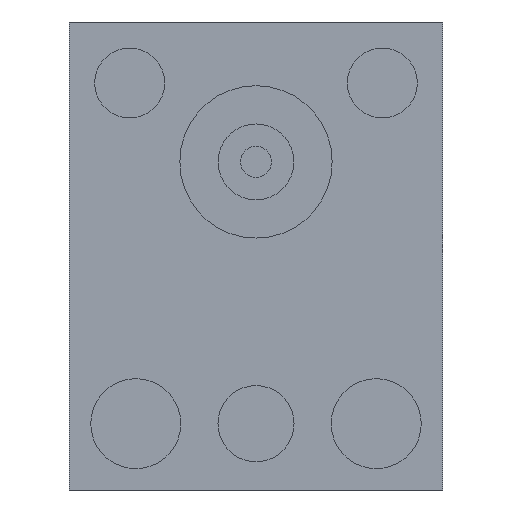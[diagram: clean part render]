
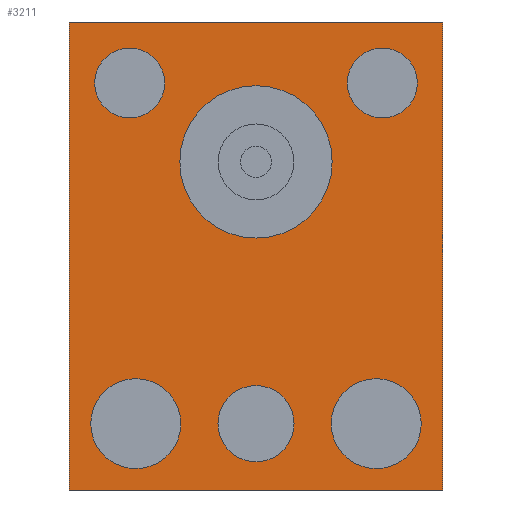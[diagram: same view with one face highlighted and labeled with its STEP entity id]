
A CAD part, front view. The second image highlights one B-rep face of the part: STEP entity #3211.
In plain terms, the highlighted planar face has unit normal (0, -1, 0).
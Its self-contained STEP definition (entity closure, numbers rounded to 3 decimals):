
#11 = FACE_OUTER_BOUND ( 'NONE', #2393, .T. ) ;
#17 = AXIS2_PLACEMENT_3D ( 'NONE', #1946, #2615, #573 ) ;
#35 = DIRECTION ( 'NONE',  ( 0., 0., 1. ) ) ;
#49 = CARTESIAN_POINT ( 'NONE',  ( 0., 0., -1.041 ) ) ;
#74 = EDGE_LOOP ( 'NONE', ( #1386, #2063 ) ) ;
#96 = CARTESIAN_POINT ( 'NONE',  ( 0., 0., -1.653 ) ) ;
#122 = VECTOR ( 'NONE', #193, 1000. ) ;
#129 = ORIENTED_EDGE ( 'NONE', *, *, #2261, .T. ) ;
#160 = DIRECTION ( 'NONE',  ( 1., 0., 0. ) ) ;
#161 = DIRECTION ( 'NONE',  ( 0., 1., 0. ) ) ;
#170 = DIRECTION ( 'NONE',  ( 0., 0., 1. ) ) ;
#193 = DIRECTION ( 'NONE',  ( -1., 0., 0. ) ) ;
#231 = AXIS2_PLACEMENT_3D ( 'NONE', #232, #506, #264 ) ;
#232 = CARTESIAN_POINT ( 'NONE',  ( 0., 0., -1.347 ) ) ;
#264 = DIRECTION ( 'NONE',  ( 0., 0., 1. ) ) ;
#269 = FACE_BOUND ( 'NONE', #74, .T. ) ;
#308 = ORIENTED_EDGE ( 'NONE', *, *, #1792, .F. ) ;
#309 = CARTESIAN_POINT ( 'NONE',  ( 1.5, 0., 1.88 ) ) ;
#360 = VERTEX_POINT ( 'NONE', #2547 ) ;
#384 = VERTEX_POINT ( 'NONE', #791 ) ;
#386 = AXIS2_PLACEMENT_3D ( 'NONE', #2991, #2490, #3053 ) ;
#425 = DIRECTION ( 'NONE',  ( 0., 0., 1. ) ) ;
#462 = DIRECTION ( 'NONE',  ( 0., 0., 1. ) ) ;
#468 = ORIENTED_EDGE ( 'NONE', *, *, #2940, .T. ) ;
#495 = DIRECTION ( 'NONE',  ( 0., -1., 0. ) ) ;
#506 = DIRECTION ( 'NONE',  ( 0., 1., 0. ) ) ;
#508 = CIRCLE ( 'NONE', #1729, 0.362 ) ;
#521 = DIRECTION ( 'NONE',  ( 0., -1., 0. ) ) ;
#529 = AXIS2_PLACEMENT_3D ( 'NONE', #2115, #1367, #1351 ) ;
#542 = AXIS2_PLACEMENT_3D ( 'NONE', #683, #1689, #773 ) ;
#573 = DIRECTION ( 'NONE',  ( 0., 0., 1. ) ) ;
#576 = EDGE_CURVE ( 'NONE', #1543, #2934, #1420, .T. ) ;
#588 = CIRCLE ( 'NONE', #386, 0.306 ) ;
#593 = EDGE_CURVE ( 'NONE', #2046, #1489, #1539, .T. ) ;
#604 = DIRECTION ( 'NONE',  ( 0., 0., -1. ) ) ;
#649 = CIRCLE ( 'NONE', #1636, 0.612 ) ;
#657 = CARTESIAN_POINT ( 'NONE',  ( -0.966, 0., -1.347 ) ) ;
#659 = EDGE_CURVE ( 'NONE', #3255, #3157, #1871, .T. ) ;
#664 = EDGE_CURVE ( 'NONE', #3157, #3255, #2595, .T. ) ;
#682 = EDGE_LOOP ( 'NONE', ( #1833, #2516 ) ) ;
#683 = CARTESIAN_POINT ( 'NONE',  ( 0., 0., 0.756 ) ) ;
#689 = LINE ( 'NONE', #2680, #122 ) ;
#742 = CARTESIAN_POINT ( 'NONE',  ( -0.966, 0., -1.708 ) ) ;
#743 = CARTESIAN_POINT ( 'NONE',  ( 1.015, 0., 1.109 ) ) ;
#773 = DIRECTION ( 'NONE',  ( 0., 0., 1. ) ) ;
#776 = DIRECTION ( 'NONE',  ( 0., 0., -1. ) ) ;
#791 = CARTESIAN_POINT ( 'NONE',  ( 1.5, 0., -1.88 ) ) ;
#898 = CIRCLE ( 'NONE', #17, 0.362 ) ;
#940 = CARTESIAN_POINT ( 'NONE',  ( -1.5, 0., 1.88 ) ) ;
#957 = EDGE_CURVE ( 'NONE', #2217, #2859, #2867, .T. ) ;
#1020 = FACE_BOUND ( 'NONE', #2563, .T. ) ;
#1024 = CARTESIAN_POINT ( 'NONE',  ( -1.5, 0., 1.88 ) ) ;
#1036 = FACE_BOUND ( 'NONE', #1844, .T. ) ;
#1059 = LINE ( 'NONE', #309, #2761 ) ;
#1141 = EDGE_CURVE ( 'NONE', #360, #2194, #2229, .T. ) ;
#1153 = CARTESIAN_POINT ( 'NONE',  ( -1.015, 0., 1.671 ) ) ;
#1172 = CIRCLE ( 'NONE', #231, 0.306 ) ;
#1174 = ORIENTED_EDGE ( 'NONE', *, *, #2872, .F. ) ;
#1257 = LINE ( 'NONE', #1024, #2684 ) ;
#1267 = PLANE ( 'NONE',  #3125 ) ;
#1351 = DIRECTION ( 'NONE',  ( 0., 0., 1. ) ) ;
#1367 = DIRECTION ( 'NONE',  ( 0., 1., 0. ) ) ;
#1372 = VERTEX_POINT ( 'NONE', #96 ) ;
#1386 = ORIENTED_EDGE ( 'NONE', *, *, #2935, .T. ) ;
#1409 = CARTESIAN_POINT ( 'NONE',  ( 0., 0., 0.756 ) ) ;
#1410 = CARTESIAN_POINT ( 'NONE',  ( -1.5, 0., -1.88 ) ) ;
#1420 = LINE ( 'NONE', #2417, #1967 ) ;
#1466 = EDGE_CURVE ( 'NONE', #2859, #2217, #2707, .T. ) ;
#1489 = VERTEX_POINT ( 'NONE', #2459 ) ;
#1539 = CIRCLE ( 'NONE', #542, 0.612 ) ;
#1543 = VERTEX_POINT ( 'NONE', #1410 ) ;
#1561 = EDGE_LOOP ( 'NONE', ( #2049, #1570 ) ) ;
#1570 = ORIENTED_EDGE ( 'NONE', *, *, #659, .F. ) ;
#1579 = VERTEX_POINT ( 'NONE', #742 ) ;
#1598 = AXIS2_PLACEMENT_3D ( 'NONE', #3235, #495, #2259 ) ;
#1634 = DIRECTION ( 'NONE',  ( 0., 0., 1. ) ) ;
#1636 = AXIS2_PLACEMENT_3D ( 'NONE', #1409, #3162, #1634 ) ;
#1689 = DIRECTION ( 'NONE',  ( 0., 1., 0. ) ) ;
#1729 = AXIS2_PLACEMENT_3D ( 'NONE', #657, #2945, #2448 ) ;
#1792 = EDGE_CURVE ( 'NONE', #2044, #384, #1059, .T. ) ;
#1799 = FACE_BOUND ( 'NONE', #3222, .T. ) ;
#1820 = VERTEX_POINT ( 'NONE', #2371 ) ;
#1833 = ORIENTED_EDGE ( 'NONE', *, *, #1466, .T. ) ;
#1844 = EDGE_LOOP ( 'NONE', ( #2775, #468 ) ) ;
#1871 = CIRCLE ( 'NONE', #1920, 0.281 ) ;
#1906 = EDGE_CURVE ( 'NONE', #1820, #1579, #508, .T. ) ;
#1920 = AXIS2_PLACEMENT_3D ( 'NONE', #2743, #521, #2216 ) ;
#1946 = CARTESIAN_POINT ( 'NONE',  ( -0.966, 0., -1.347 ) ) ;
#1967 = VECTOR ( 'NONE', #170, 1000. ) ;
#2015 = DIRECTION ( 'NONE',  ( 0., 1., 0. ) ) ;
#2024 = CARTESIAN_POINT ( 'NONE',  ( 0., 0., 0. ) ) ;
#2029 = CARTESIAN_POINT ( 'NONE',  ( 0.966, 0., -1.708 ) ) ;
#2043 = CARTESIAN_POINT ( 'NONE',  ( -1.015, 0., 1.39 ) ) ;
#2044 = VERTEX_POINT ( 'NONE', #2604 ) ;
#2046 = VERTEX_POINT ( 'NONE', #2285 ) ;
#2049 = ORIENTED_EDGE ( 'NONE', *, *, #664, .F. ) ;
#2063 = ORIENTED_EDGE ( 'NONE', *, *, #1906, .T. ) ;
#2070 = VERTEX_POINT ( 'NONE', #49 ) ;
#2115 = CARTESIAN_POINT ( 'NONE',  ( -1.015, 0., 1.39 ) ) ;
#2184 = CARTESIAN_POINT ( 'NONE',  ( 0.966, 0., -0.985 ) ) ;
#2192 = CARTESIAN_POINT ( 'NONE',  ( 0.966, 0., -1.347 ) ) ;
#2194 = VERTEX_POINT ( 'NONE', #1153 ) ;
#2216 = DIRECTION ( 'NONE',  ( 0., 0., 1. ) ) ;
#2217 = VERTEX_POINT ( 'NONE', #2184 ) ;
#2227 = CARTESIAN_POINT ( 'NONE',  ( 0.966, 0., -1.347 ) ) ;
#2229 = CIRCLE ( 'NONE', #2445, 0.281 ) ;
#2259 = DIRECTION ( 'NONE',  ( 0., 0., 1. ) ) ;
#2261 = EDGE_CURVE ( 'NONE', #1372, #2070, #1172, .T. ) ;
#2285 = CARTESIAN_POINT ( 'NONE',  ( 0., 0., 1.368 ) ) ;
#2351 = ORIENTED_EDGE ( 'NONE', *, *, #3165, .T. ) ;
#2371 = CARTESIAN_POINT ( 'NONE',  ( -0.966, 0., -0.985 ) ) ;
#2393 = EDGE_LOOP ( 'NONE', ( #308, #1174, #2889, #2614 ) ) ;
#2417 = CARTESIAN_POINT ( 'NONE',  ( -1.5, 0., 1.88 ) ) ;
#2445 = AXIS2_PLACEMENT_3D ( 'NONE', #2043, #3101, #35 ) ;
#2448 = DIRECTION ( 'NONE',  ( 0., 0., 1. ) ) ;
#2459 = CARTESIAN_POINT ( 'NONE',  ( 0., 0., 0.144 ) ) ;
#2490 = DIRECTION ( 'NONE',  ( 0., 1., 0. ) ) ;
#2516 = ORIENTED_EDGE ( 'NONE', *, *, #957, .T. ) ;
#2545 = FACE_BOUND ( 'NONE', #682, .T. ) ;
#2547 = CARTESIAN_POINT ( 'NONE',  ( -1.015, 0., 1.109 ) ) ;
#2563 = EDGE_LOOP ( 'NONE', ( #129, #2351 ) ) ;
#2595 = CIRCLE ( 'NONE', #1598, 0.281 ) ;
#2604 = CARTESIAN_POINT ( 'NONE',  ( 1.5, 0., 1.88 ) ) ;
#2614 = ORIENTED_EDGE ( 'NONE', *, *, #3109, .F. ) ;
#2615 = DIRECTION ( 'NONE',  ( 0., 1., 0. ) ) ;
#2665 = CARTESIAN_POINT ( 'NONE',  ( 1.015, 0., 1.671 ) ) ;
#2680 = CARTESIAN_POINT ( 'NONE',  ( -1.5, 0., -1.88 ) ) ;
#2684 = VECTOR ( 'NONE', #160, 1000. ) ;
#2688 = CIRCLE ( 'NONE', #529, 0.281 ) ;
#2703 = AXIS2_PLACEMENT_3D ( 'NONE', #2227, #2015, #462 ) ;
#2707 = CIRCLE ( 'NONE', #3146, 0.362 ) ;
#2743 = CARTESIAN_POINT ( 'NONE',  ( 1.015, 0., 1.39 ) ) ;
#2761 = VECTOR ( 'NONE', #604, 1000. ) ;
#2775 = ORIENTED_EDGE ( 'NONE', *, *, #1141, .T. ) ;
#2842 = ORIENTED_EDGE ( 'NONE', *, *, #593, .T. ) ;
#2859 = VERTEX_POINT ( 'NONE', #2029 ) ;
#2867 = CIRCLE ( 'NONE', #2703, 0.362 ) ;
#2872 = EDGE_CURVE ( 'NONE', #2934, #2044, #1257, .T. ) ;
#2877 = EDGE_CURVE ( 'NONE', #1489, #2046, #649, .T. ) ;
#2889 = ORIENTED_EDGE ( 'NONE', *, *, #576, .F. ) ;
#2934 = VERTEX_POINT ( 'NONE', #940 ) ;
#2935 = EDGE_CURVE ( 'NONE', #1579, #1820, #898, .T. ) ;
#2940 = EDGE_CURVE ( 'NONE', #2194, #360, #2688, .T. ) ;
#2945 = DIRECTION ( 'NONE',  ( 0., 1., 0. ) ) ;
#2988 = ORIENTED_EDGE ( 'NONE', *, *, #2877, .T. ) ;
#2991 = CARTESIAN_POINT ( 'NONE',  ( 0., 0., -1.347 ) ) ;
#3025 = FACE_BOUND ( 'NONE', #1561, .T. ) ;
#3040 = DIRECTION ( 'NONE',  ( 0., -1., 0. ) ) ;
#3053 = DIRECTION ( 'NONE',  ( 0., 0., 1. ) ) ;
#3101 = DIRECTION ( 'NONE',  ( 0., 1., 0. ) ) ;
#3109 = EDGE_CURVE ( 'NONE', #384, #1543, #689, .T. ) ;
#3125 = AXIS2_PLACEMENT_3D ( 'NONE', #2024, #3040, #776 ) ;
#3146 = AXIS2_PLACEMENT_3D ( 'NONE', #2192, #161, #425 ) ;
#3157 = VERTEX_POINT ( 'NONE', #743 ) ;
#3162 = DIRECTION ( 'NONE',  ( 0., 1., 0. ) ) ;
#3165 = EDGE_CURVE ( 'NONE', #2070, #1372, #588, .T. ) ;
#3211 = ADVANCED_FACE ( 'NONE', ( #1020, #2545, #1036, #1799, #269, #11, #3025 ), #1267, .T. ) ;
#3222 = EDGE_LOOP ( 'NONE', ( #2988, #2842 ) ) ;
#3235 = CARTESIAN_POINT ( 'NONE',  ( 1.015, 0., 1.39 ) ) ;
#3255 = VERTEX_POINT ( 'NONE', #2665 ) ;
